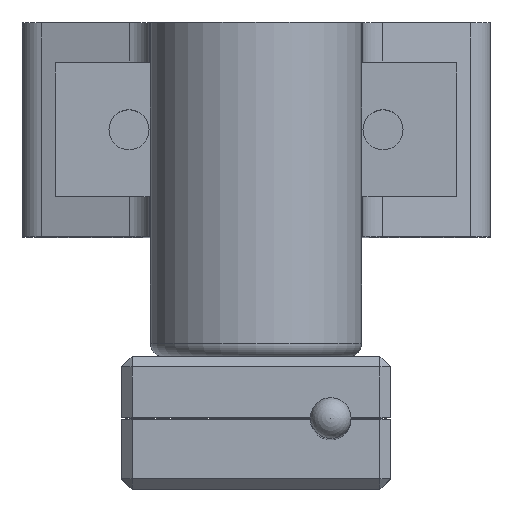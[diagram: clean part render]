
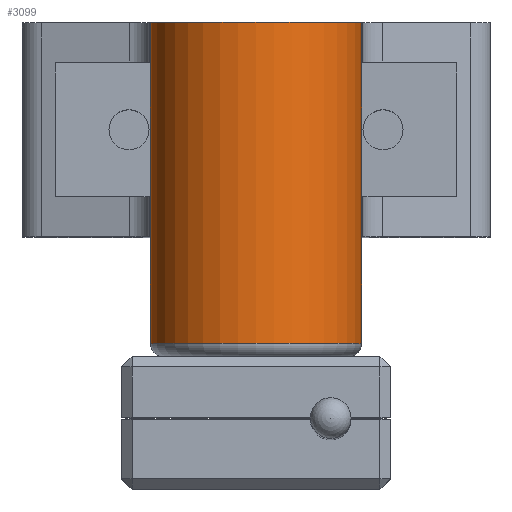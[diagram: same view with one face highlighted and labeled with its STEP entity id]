
A CAD part, top view. The second image highlights one B-rep face of the part: STEP entity #3099.
In plain terms, the highlighted cylindrical face has radius 7.9 mm (diameter 15.8 mm), a partial arc.
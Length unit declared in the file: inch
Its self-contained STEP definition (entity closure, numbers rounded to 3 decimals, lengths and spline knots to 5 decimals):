
#47 = LINE ( 'NONE', #3065, #340 ) ;
#223 = ORIENTED_EDGE ( 'NONE', *, *, #303, .T. ) ;
#241 = CARTESIAN_POINT ( 'NONE',  ( -0.31102, 0., 0.70866 ) ) ;
#259 = VECTOR ( 'NONE', #3583, 39.37008 ) ;
#303 = EDGE_CURVE ( 'NONE', #3401, #2642, #2492, .T. ) ;
#340 = VECTOR ( 'NONE', #2046, 39.37008 ) ;
#487 = EDGE_CURVE ( 'NONE', #4151, #1351, #3581, .T. ) ;
#519 = CARTESIAN_POINT ( 'NONE',  ( -0.31102, -0.94488, 0.70866 ) ) ;
#531 = EDGE_CURVE ( 'NONE', #2802, #688, #1419, .T. ) ;
#688 = VERTEX_POINT ( 'NONE', #3006 ) ;
#723 = EDGE_CURVE ( 'NONE', #688, #3401, #47, .T. ) ;
#965 = DIRECTION ( 'NONE',  ( 0., 0., -1. ) ) ;
#1000 = VECTOR ( 'NONE', #1556, 39.37008 ) ;
#1079 = CARTESIAN_POINT ( 'NONE',  ( 0.31102, 0., 0.70866 ) ) ;
#1113 = ORIENTED_EDGE ( 'NONE', *, *, #487, .T. ) ;
#1117 = DIRECTION ( 'NONE',  ( 0., 0., -1. ) ) ;
#1183 = ORIENTED_EDGE ( 'NONE', *, *, #2965, .T. ) ;
#1252 = EDGE_CURVE ( 'NONE', #2642, #4151, #1652, .T. ) ;
#1351 = VERTEX_POINT ( 'NONE', #3292 ) ;
#1419 = CIRCLE ( 'NONE', #2871, 0.31102 ) ;
#1467 = DIRECTION ( 'NONE',  ( 0., 0., -1. ) ) ;
#1468 = FACE_OUTER_BOUND ( 'NONE', #1716, .T. ) ;
#1556 = DIRECTION ( 'NONE',  ( 0., -1., 0. ) ) ;
#1596 = DIRECTION ( 'NONE',  ( 0., 1., 0. ) ) ;
#1652 = CIRCLE ( 'NONE', #2828, 0.31102 ) ;
#1716 = EDGE_LOOP ( 'NONE', ( #223, #3591, #1113, #1183, #3729, #3911 ) ) ;
#1815 = CARTESIAN_POINT ( 'NONE',  ( 0.31102, 0., 0.70866 ) ) ;
#2046 = DIRECTION ( 'NONE',  ( 0., 1., 0. ) ) ;
#2201 = CARTESIAN_POINT ( 'NONE',  ( 0., 0., 0.70866 ) ) ;
#2273 = CARTESIAN_POINT ( 'NONE',  ( 0., -0.94488, 0.70866 ) ) ;
#2320 = CARTESIAN_POINT ( 'NONE',  ( -0.31102, 0., 0.70866 ) ) ;
#2416 = CARTESIAN_POINT ( 'NONE',  ( 0.31102, -0.62992, 0.70866 ) ) ;
#2487 = DIRECTION ( 'NONE',  ( 0., -1., 0. ) ) ;
#2492 = LINE ( 'NONE', #1815, #2668 ) ;
#2519 = CARTESIAN_POINT ( 'NONE',  ( -0.31102, 0., 0.70866 ) ) ;
#2642 = VERTEX_POINT ( 'NONE', #1079 ) ;
#2668 = VECTOR ( 'NONE', #3752, 39.37008 ) ;
#2802 = VERTEX_POINT ( 'NONE', #519 ) ;
#2828 = AXIS2_PLACEMENT_3D ( 'NONE', #2201, #3505, #1467 ) ;
#2871 = AXIS2_PLACEMENT_3D ( 'NONE', #2273, #1596, #965 ) ;
#2941 = LINE ( 'NONE', #2320, #259 ) ;
#2965 = EDGE_CURVE ( 'NONE', #1351, #2802, #2941, .T. ) ;
#3006 = CARTESIAN_POINT ( 'NONE',  ( 0.31102, -0.94488, 0.70866 ) ) ;
#3065 = CARTESIAN_POINT ( 'NONE',  ( 0.31102, 0., 0.70866 ) ) ;
#3099 = ADVANCED_FACE ( 'NONE', ( #1468 ), #3128, .T. ) ;
#3128 = CYLINDRICAL_SURFACE ( 'NONE', #3904, 0.31102 ) ;
#3147 = CARTESIAN_POINT ( 'NONE',  ( 0., 0., 0.70866 ) ) ;
#3292 = CARTESIAN_POINT ( 'NONE',  ( -0.31102, -0.62992, 0.70866 ) ) ;
#3401 = VERTEX_POINT ( 'NONE', #2416 ) ;
#3505 = DIRECTION ( 'NONE',  ( 0., -1., 0. ) ) ;
#3581 = LINE ( 'NONE', #241, #1000 ) ;
#3583 = DIRECTION ( 'NONE',  ( 0., -1., 0. ) ) ;
#3591 = ORIENTED_EDGE ( 'NONE', *, *, #1252, .T. ) ;
#3729 = ORIENTED_EDGE ( 'NONE', *, *, #531, .T. ) ;
#3752 = DIRECTION ( 'NONE',  ( 0., 1., 0. ) ) ;
#3904 = AXIS2_PLACEMENT_3D ( 'NONE', #3147, #2487, #1117 ) ;
#3911 = ORIENTED_EDGE ( 'NONE', *, *, #723, .T. ) ;
#4151 = VERTEX_POINT ( 'NONE', #2519 ) ;
